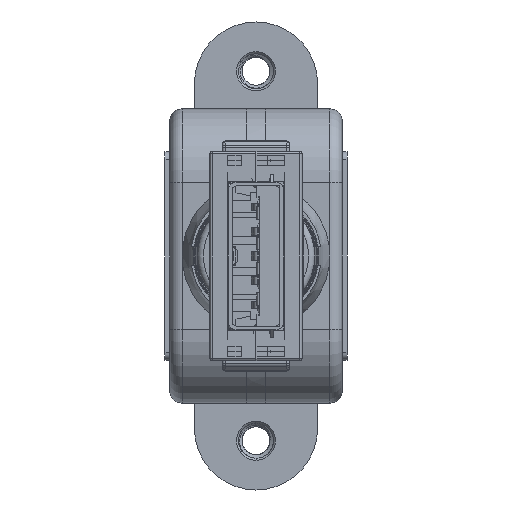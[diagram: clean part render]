
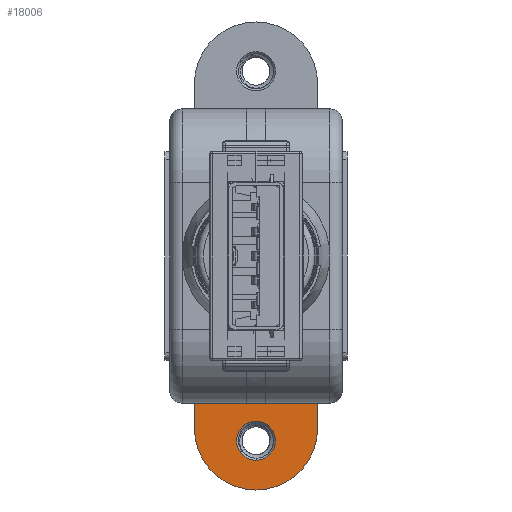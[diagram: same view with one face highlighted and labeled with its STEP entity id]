
A CAD part, left-side view. The second image highlights one B-rep face of the part: STEP entity #18006.
In plain terms, the highlighted face is planar.
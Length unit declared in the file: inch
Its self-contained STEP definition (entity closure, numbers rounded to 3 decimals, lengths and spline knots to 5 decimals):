
#771 = EDGE_LOOP ( 'NONE', ( #74599, #4880 ) ) ;
#1257 = ORIENTED_EDGE ( 'NONE', *, *, #96025, .F. ) ;
#3627 = AXIS2_PLACEMENT_3D ( 'NONE', #33387, #93947, #64470 ) ;
#4880 = ORIENTED_EDGE ( 'NONE', *, *, #17982, .F. ) ;
#9534 = VERTEX_POINT ( 'NONE', #16196 ) ;
#9588 = VERTEX_POINT ( 'NONE', #16506 ) ;
#11268 = CARTESIAN_POINT ( 'NONE',  ( 0.52805, 0., -0.25591 ) ) ;
#11498 = CARTESIAN_POINT ( 'NONE',  ( 0.47047, 0.19685, -0.25591 ) ) ;
#11807 = EDGE_CURVE ( 'NONE', #60263, #68825, #41136, .T. ) ;
#15767 = EDGE_CURVE ( 'NONE', #92716, #9534, #82015, .T. ) ;
#16139 = CIRCLE ( 'NONE', #97370, 0.19685 ) ;
#16196 = CARTESIAN_POINT ( 'NONE',  ( 0.55118, -0.19685, -0.25591 ) ) ;
#16506 = CARTESIAN_POINT ( 'NONE',  ( 0.47047, 0.19685, -0.25591 ) ) ;
#17982 = EDGE_CURVE ( 'NONE', #68825, #60263, #67983, .T. ) ;
#18006 = ADVANCED_FACE ( 'NONE', ( #88294, #42794 ), #35855, .F. ) ;
#19178 = DIRECTION ( 'NONE',  ( -1., 0., 0. ) ) ;
#19200 = LINE ( 'NONE', #11498, #27553 ) ;
#20679 = CIRCLE ( 'NONE', #3627, 0.19685 ) ;
#21063 = CARTESIAN_POINT ( 'NONE',  ( 0.55118, 0.19685, -0.25591 ) ) ;
#27096 = ORIENTED_EDGE ( 'NONE', *, *, #93558, .F. ) ;
#27553 = VECTOR ( 'NONE', #64934, 39.37008 ) ;
#28647 = EDGE_CURVE ( 'NONE', #9534, #87023, #16139, .T. ) ;
#29267 = CARTESIAN_POINT ( 'NONE',  ( 0.47047, -0.19685, -0.25591 ) ) ;
#31013 = VERTEX_POINT ( 'NONE', #21063 ) ;
#33387 = CARTESIAN_POINT ( 'NONE',  ( 0.55118, 0., -0.25591 ) ) ;
#34299 = ORIENTED_EDGE ( 'NONE', *, *, #28647, .F. ) ;
#35428 = DIRECTION ( 'NONE',  ( 0., 0., 1. ) ) ;
#35855 = PLANE ( 'NONE',  #88336 ) ;
#36476 = CARTESIAN_POINT ( 'NONE',  ( 0.59055, 0., -0.25591 ) ) ;
#41136 = CIRCLE ( 'NONE', #94822, 0.0625 ) ;
#42794 = FACE_OUTER_BOUND ( 'NONE', #62028, .T. ) ;
#42797 = CARTESIAN_POINT ( 'NONE',  ( 0.55118, 0., -0.25591 ) ) ;
#42986 = CARTESIAN_POINT ( 'NONE',  ( 0.74803, 0., -0.25591 ) ) ;
#48191 = VECTOR ( 'NONE', #19178, 39.37008 ) ;
#52488 = CARTESIAN_POINT ( 'NONE',  ( 0.47047, -0.19685, -0.25591 ) ) ;
#54169 = ORIENTED_EDGE ( 'NONE', *, *, #67987, .F. ) ;
#58890 = DIRECTION ( 'NONE',  ( 0., 0., -1. ) ) ;
#60263 = VERTEX_POINT ( 'NONE', #11268 ) ;
#62028 = EDGE_LOOP ( 'NONE', ( #34299, #63658, #1257, #27096, #54169 ) ) ;
#63225 = AXIS2_PLACEMENT_3D ( 'NONE', #73599, #58890, #73931 ) ;
#63607 = CARTESIAN_POINT ( 'NONE',  ( 0.65305, 0., -0.25591 ) ) ;
#63658 = ORIENTED_EDGE ( 'NONE', *, *, #15767, .F. ) ;
#63694 = LINE ( 'NONE', #81019, #48191 ) ;
#64470 = DIRECTION ( 'NONE',  ( 1., 0., 0. ) ) ;
#64934 = DIRECTION ( 'NONE',  ( 0., -1., 0. ) ) ;
#67681 = DIRECTION ( 'NONE',  ( 1., 0., 0. ) ) ;
#67983 = CIRCLE ( 'NONE', #63225, 0.0625 ) ;
#67987 = EDGE_CURVE ( 'NONE', #87023, #31013, #20679, .T. ) ;
#68825 = VERTEX_POINT ( 'NONE', #63607 ) ;
#73599 = CARTESIAN_POINT ( 'NONE',  ( 0.59055, 0., -0.25591 ) ) ;
#73931 = DIRECTION ( 'NONE',  ( -1., 0., 0. ) ) ;
#74274 = DIRECTION ( 'NONE',  ( 1., 0., 0. ) ) ;
#74599 = ORIENTED_EDGE ( 'NONE', *, *, #11807, .F. ) ;
#81019 = CARTESIAN_POINT ( 'NONE',  ( 0.55118, 0.19685, -0.25591 ) ) ;
#82015 = LINE ( 'NONE', #29267, #87947 ) ;
#82330 = CARTESIAN_POINT ( 'NONE',  ( 0.55118, 0., -0.25591 ) ) ;
#87023 = VERTEX_POINT ( 'NONE', #42986 ) ;
#87947 = VECTOR ( 'NONE', #67681, 39.37008 ) ;
#88294 = FACE_BOUND ( 'NONE', #771, .T. ) ;
#88336 = AXIS2_PLACEMENT_3D ( 'NONE', #82330, #97021, #74274 ) ;
#88981 = DIRECTION ( 'NONE',  ( 1., 0., 0. ) ) ;
#90028 = DIRECTION ( 'NONE',  ( 0., 0., -1. ) ) ;
#92716 = VERTEX_POINT ( 'NONE', #52488 ) ;
#93558 = EDGE_CURVE ( 'NONE', #31013, #9588, #63694, .T. ) ;
#93947 = DIRECTION ( 'NONE',  ( 0., 0., 1. ) ) ;
#94822 = AXIS2_PLACEMENT_3D ( 'NONE', #36476, #90028, #97633 ) ;
#96025 = EDGE_CURVE ( 'NONE', #9588, #92716, #19200, .T. ) ;
#97021 = DIRECTION ( 'NONE',  ( 0., 0., 1. ) ) ;
#97370 = AXIS2_PLACEMENT_3D ( 'NONE', #42797, #35428, #88981 ) ;
#97633 = DIRECTION ( 'NONE',  ( -1., 0., 0. ) ) ;
